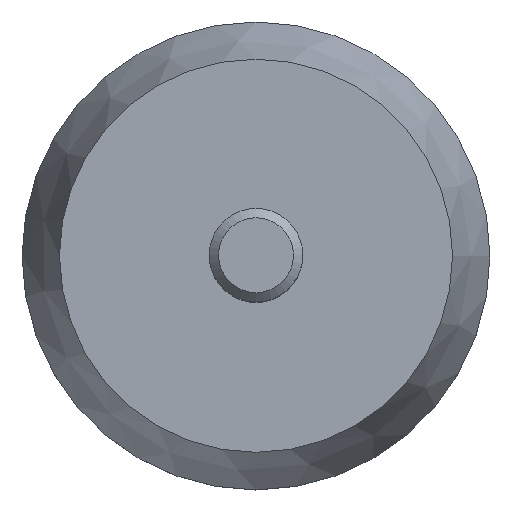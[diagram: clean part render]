
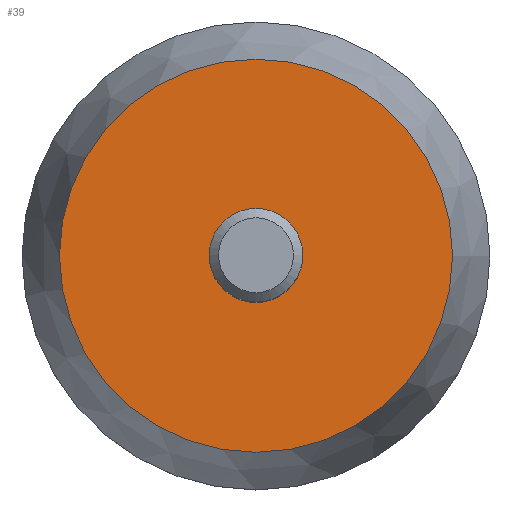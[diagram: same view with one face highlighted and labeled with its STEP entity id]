
A CAD part, top view. The second image highlights one B-rep face of the part: STEP entity #39.
In plain terms, the highlighted planar face has unit normal (0, 0, 1).
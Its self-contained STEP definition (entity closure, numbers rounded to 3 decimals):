
#39 = ADVANCED_FACE( '', ( #77, #78 ), #79, .T. );
#77 = FACE_OUTER_BOUND( '', #110, .T. );
#78 = FACE_BOUND( '', #111, .T. );
#79 = PLANE( '', #112 );
#110 = EDGE_LOOP( '', ( #145 ) );
#111 = EDGE_LOOP( '', ( #146 ) );
#112 = AXIS2_PLACEMENT_3D( '', #147, #148, #149 );
#145 = ORIENTED_EDGE( '', *, *, #169, .T. );
#146 = ORIENTED_EDGE( '', *, *, #166, .F. );
#147 = CARTESIAN_POINT( '', ( 5., 0., 17. ) );
#148 = DIRECTION( '', ( 0., 0., 1. ) );
#149 = DIRECTION( '', ( 1., 0., 0. ) );
#166 = EDGE_CURVE( '', #182, #182, #183, .T. );
#169 = EDGE_CURVE( '', #186, #186, #187, .T. );
#182 = VERTEX_POINT( '', #201 );
#183 = CIRCLE( '', #202, 5. );
#186 = VERTEX_POINT( '', #205 );
#187 = CIRCLE( '', #206, 21. );
#201 = CARTESIAN_POINT( '', ( 5., 0., 17. ) );
#202 = AXIS2_PLACEMENT_3D( '', #221, #222, #223 );
#205 = CARTESIAN_POINT( '', ( 21., 0., 17. ) );
#206 = AXIS2_PLACEMENT_3D( '', #224, #225, #226 );
#221 = CARTESIAN_POINT( '', ( 0., 0., 17. ) );
#222 = DIRECTION( '', ( 0., 0., 1. ) );
#223 = DIRECTION( '', ( 1., 0., 0. ) );
#224 = CARTESIAN_POINT( '', ( 0., 0., 17. ) );
#225 = DIRECTION( '', ( 0., 0., 1. ) );
#226 = DIRECTION( '', ( 1., 0., 0. ) );
